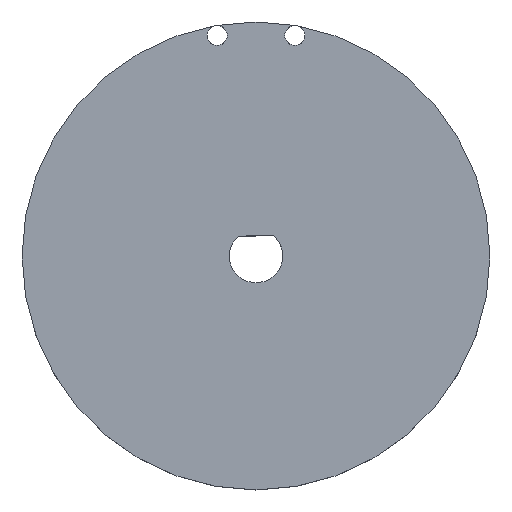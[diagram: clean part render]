
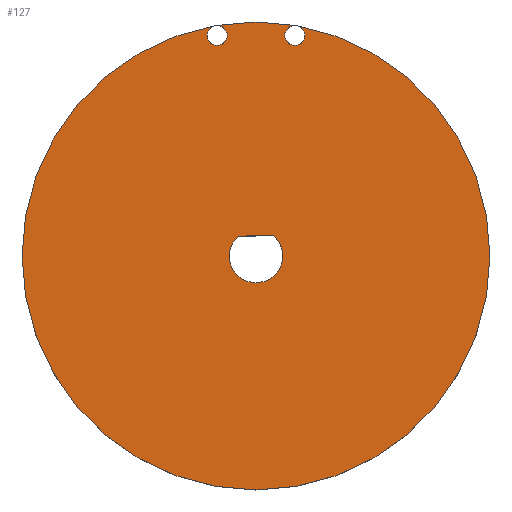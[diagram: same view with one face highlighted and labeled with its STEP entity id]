
A CAD part, top view. The second image highlights one B-rep face of the part: STEP entity #127.
In plain terms, the highlighted planar face has unit normal (0, 0, 1).
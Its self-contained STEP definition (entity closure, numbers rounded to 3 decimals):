
#7 = VERTEX_POINT ( 'NONE', #365 ) ;
#16 = CARTESIAN_POINT ( 'NONE',  ( 0., 0., 4.572 ) ) ;
#22 = ORIENTED_EDGE ( 'NONE', *, *, #354, .T. ) ;
#28 = CARTESIAN_POINT ( 'NONE',  ( 0., 0., 4.572 ) ) ;
#75 = EDGE_CURVE ( 'NONE', #122, #7, #383, .T. ) ;
#92 = ORIENTED_EDGE ( 'NONE', *, *, #126, .T. ) ;
#93 = DIRECTION ( 'NONE',  ( -1., 0., 0. ) ) ;
#106 = VERTEX_POINT ( 'NONE', #370 ) ;
#116 = DIRECTION ( 'NONE',  ( 1., 0., 0. ) ) ;
#120 = ORIENTED_EDGE ( 'NONE', *, *, #950, .T. ) ;
#122 = VERTEX_POINT ( 'NONE', #612 ) ;
#126 = EDGE_CURVE ( 'NONE', #996, #648, #954, .T. ) ;
#127 = ADVANCED_FACE ( 'NONE', ( #685, #567, #744, #927 ), #361, .F. ) ;
#143 = AXIS2_PLACEMENT_3D ( 'NONE', #1036, #292, #1024 ) ;
#145 = CIRCLE ( 'NONE', #909, 4. ) ;
#160 = CARTESIAN_POINT ( 'NONE',  ( 5.815, 32.981, 4.572 ) ) ;
#168 = LINE ( 'NONE', #229, #223 ) ;
#172 = AXIS2_PLACEMENT_3D ( 'NONE', #160, #563, #976 ) ;
#185 = DIRECTION ( 'NONE',  ( 1., 0., 0. ) ) ;
#223 = VECTOR ( 'NONE', #813, 1000. ) ;
#229 = CARTESIAN_POINT ( 'NONE',  ( 2.613, 3.028, 4.572 ) ) ;
#239 = VERTEX_POINT ( 'NONE', #790 ) ;
#253 = EDGE_LOOP ( 'NONE', ( #410, #554 ) ) ;
#268 = DIRECTION ( 'NONE',  ( 0., 0., -1. ) ) ;
#273 = DIRECTION ( 'NONE',  ( 0., 0., -1. ) ) ;
#275 = CARTESIAN_POINT ( 'NONE',  ( 0., 0., 4.572 ) ) ;
#292 = DIRECTION ( 'NONE',  ( 0., 0., -1. ) ) ;
#303 = CIRCLE ( 'NONE', #143, 1.5 ) ;
#311 = ORIENTED_EDGE ( 'NONE', *, *, #504, .T. ) ;
#344 = AXIS2_PLACEMENT_3D ( 'NONE', #28, #681, #116 ) ;
#354 = EDGE_CURVE ( 'NONE', #239, #996, #168, .T. ) ;
#358 = CARTESIAN_POINT ( 'NONE',  ( 4.315, 32.981, 4.572 ) ) ;
#361 = PLANE ( 'NONE',  #419 ) ;
#365 = CARTESIAN_POINT ( 'NONE',  ( 35., 0., 4.572 ) ) ;
#367 = EDGE_LOOP ( 'NONE', ( #120, #1073 ) ) ;
#370 = CARTESIAN_POINT ( 'NONE',  ( -4., 0., 4.572 ) ) ;
#383 = CIRCLE ( 'NONE', #344, 35. ) ;
#388 = CARTESIAN_POINT ( 'NONE',  ( -5.815, 32.981, 4.572 ) ) ;
#397 = VERTEX_POINT ( 'NONE', #1057 ) ;
#410 = ORIENTED_EDGE ( 'NONE', *, *, #758, .T. ) ;
#419 = AXIS2_PLACEMENT_3D ( 'NONE', #785, #606, #854 ) ;
#427 = CIRCLE ( 'NONE', #609, 35. ) ;
#432 = AXIS2_PLACEMENT_3D ( 'NONE', #275, #943, #774 ) ;
#439 = CIRCLE ( 'NONE', #735, 1.5 ) ;
#451 = DIRECTION ( 'NONE',  ( 0., 0., -1. ) ) ;
#462 = DIRECTION ( 'NONE',  ( -1., 0., 0. ) ) ;
#472 = VERTEX_POINT ( 'NONE', #749 ) ;
#503 = CARTESIAN_POINT ( 'NONE',  ( 2.613, 3.028, 4.572 ) ) ;
#504 = EDGE_CURVE ( 'NONE', #983, #1010, #967, .T. ) ;
#537 = CIRCLE ( 'NONE', #172, 1.5 ) ;
#554 = ORIENTED_EDGE ( 'NONE', *, *, #682, .T. ) ;
#557 = EDGE_CURVE ( 'NONE', #648, #106, #729, .T. ) ;
#563 = DIRECTION ( 'NONE',  ( 0., 0., -1. ) ) ;
#567 = FACE_BOUND ( 'NONE', #253, .T. ) ;
#586 = CARTESIAN_POINT ( 'NONE',  ( 0., 0., 4.572 ) ) ;
#606 = DIRECTION ( 'NONE',  ( 0., 0., -1. ) ) ;
#609 = AXIS2_PLACEMENT_3D ( 'NONE', #586, #1003, #185 ) ;
#612 = CARTESIAN_POINT ( 'NONE',  ( -35., 0., 4.572 ) ) ;
#613 = EDGE_CURVE ( 'NONE', #106, #239, #145, .T. ) ;
#636 = DIRECTION ( 'NONE',  ( 0., 0., -1. ) ) ;
#648 = VERTEX_POINT ( 'NONE', #863 ) ;
#681 = DIRECTION ( 'NONE',  ( 0., 0., 1. ) ) ;
#682 = EDGE_CURVE ( 'NONE', #472, #397, #303, .T. ) ;
#685 = FACE_BOUND ( 'NONE', #1064, .T. ) ;
#696 = CARTESIAN_POINT ( 'NONE',  ( 0., 0., 4.572 ) ) ;
#729 = CIRCLE ( 'NONE', #1078, 4. ) ;
#735 = AXIS2_PLACEMENT_3D ( 'NONE', #388, #636, #462 ) ;
#744 = FACE_BOUND ( 'NONE', #835, .T. ) ;
#749 = CARTESIAN_POINT ( 'NONE',  ( -4.315, 32.981, 4.572 ) ) ;
#758 = EDGE_CURVE ( 'NONE', #397, #472, #439, .T. ) ;
#759 = CARTESIAN_POINT ( 'NONE',  ( 5.815, 32.981, 4.572 ) ) ;
#765 = ORIENTED_EDGE ( 'NONE', *, *, #557, .T. ) ;
#774 = DIRECTION ( 'NONE',  ( -1., 0., 0. ) ) ;
#785 = CARTESIAN_POINT ( 'NONE',  ( 0., 0., 4.572 ) ) ;
#790 = CARTESIAN_POINT ( 'NONE',  ( -2.678, 2.971, 4.572 ) ) ;
#791 = DIRECTION ( 'NONE',  ( -1., 0., 0. ) ) ;
#802 = EDGE_CURVE ( 'NONE', #1010, #983, #537, .T. ) ;
#813 = DIRECTION ( 'NONE',  ( 1., 0.011, 0. ) ) ;
#835 = EDGE_LOOP ( 'NONE', ( #22, #92, #765, #1025 ) ) ;
#854 = DIRECTION ( 'NONE',  ( -1., 0., 0. ) ) ;
#863 = CARTESIAN_POINT ( 'NONE',  ( 4., 0., 4.572 ) ) ;
#875 = AXIS2_PLACEMENT_3D ( 'NONE', #759, #273, #925 ) ;
#909 = AXIS2_PLACEMENT_3D ( 'NONE', #696, #451, #791 ) ;
#925 = DIRECTION ( 'NONE',  ( -1., 0., 0. ) ) ;
#927 = FACE_OUTER_BOUND ( 'NONE', #367, .T. ) ;
#941 = ORIENTED_EDGE ( 'NONE', *, *, #802, .T. ) ;
#943 = DIRECTION ( 'NONE',  ( 0., 0., -1. ) ) ;
#950 = EDGE_CURVE ( 'NONE', #7, #122, #427, .T. ) ;
#954 = CIRCLE ( 'NONE', #432, 4. ) ;
#967 = CIRCLE ( 'NONE', #875, 1.5 ) ;
#976 = DIRECTION ( 'NONE',  ( -1., 0., 0. ) ) ;
#983 = VERTEX_POINT ( 'NONE', #358 ) ;
#996 = VERTEX_POINT ( 'NONE', #503 ) ;
#1000 = CARTESIAN_POINT ( 'NONE',  ( 7.315, 32.981, 4.572 ) ) ;
#1003 = DIRECTION ( 'NONE',  ( 0., 0., 1. ) ) ;
#1010 = VERTEX_POINT ( 'NONE', #1000 ) ;
#1024 = DIRECTION ( 'NONE',  ( -1., 0., 0. ) ) ;
#1025 = ORIENTED_EDGE ( 'NONE', *, *, #613, .T. ) ;
#1036 = CARTESIAN_POINT ( 'NONE',  ( -5.815, 32.981, 4.572 ) ) ;
#1057 = CARTESIAN_POINT ( 'NONE',  ( -7.315, 32.981, 4.572 ) ) ;
#1064 = EDGE_LOOP ( 'NONE', ( #311, #941 ) ) ;
#1073 = ORIENTED_EDGE ( 'NONE', *, *, #75, .T. ) ;
#1078 = AXIS2_PLACEMENT_3D ( 'NONE', #16, #268, #93 ) ;
